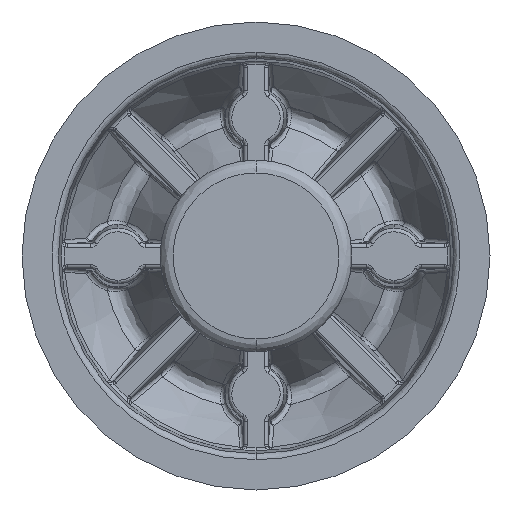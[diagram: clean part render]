
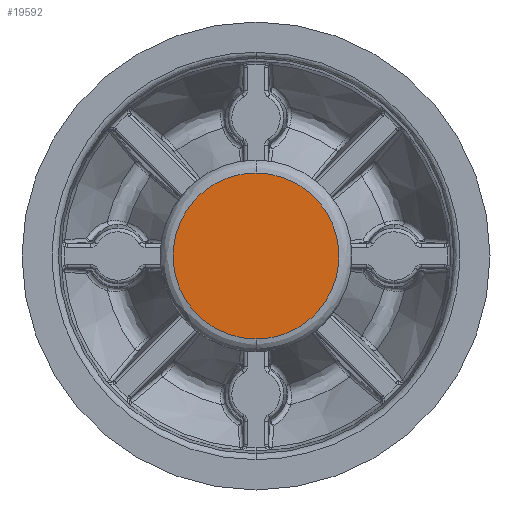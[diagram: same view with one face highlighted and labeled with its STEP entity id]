
A CAD part, front view. The second image highlights one B-rep face of the part: STEP entity #19592.
In plain terms, the highlighted planar face has unit normal (0, -1, 0).
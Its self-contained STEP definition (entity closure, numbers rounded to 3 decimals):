
#137 =( BOUNDED_CURVE ( )  B_SPLINE_CURVE ( 3, ( #17568, #15745, #10374, #23091 ),
 .UNSPECIFIED., .F., .F. ) 
 B_SPLINE_CURVE_WITH_KNOTS ( ( 4, 4 ),
 ( 0., 1. ),
 .UNSPECIFIED. ) 
 CURVE ( )  GEOMETRIC_REPRESENTATION_ITEM ( )  RATIONAL_B_SPLINE_CURVE ( ( 1., 0.333, 0.333, 1. ) ) 
 REPRESENTATION_ITEM ( '' )  );
#289 = DIRECTION ( 'NONE',  ( 0., 0., -1. ) ) ;
#426 = EDGE_CURVE ( 'NONE', #7290, #11870, #18540, .T. ) ;
#966 = CARTESIAN_POINT ( 'NONE',  ( 13.828, 0., 6.914 ) ) ;
#1473 = AXIS2_PLACEMENT_3D ( 'NONE', #21962, #11069, #289 ) ;
#2753 = CARTESIAN_POINT ( 'NONE',  ( 0., 0., -6.914 ) ) ;
#6202 = ORIENTED_EDGE ( 'NONE', *, *, #426, .F. ) ;
#6526 = EDGE_CURVE ( 'NONE', #11870, #7290, #137, .T. ) ;
#7290 = VERTEX_POINT ( 'NONE', #7799 ) ;
#7799 = CARTESIAN_POINT ( 'NONE',  ( 0., 0., 6.914 ) ) ;
#8113 = CARTESIAN_POINT ( 'NONE',  ( 0., 0., 6.914 ) ) ;
#8840 = FACE_OUTER_BOUND ( 'NONE', #13026, .T. ) ;
#10374 = CARTESIAN_POINT ( 'NONE',  ( -13.828, 0., 6.914 ) ) ;
#11069 = DIRECTION ( 'NONE',  ( 0., -1., 0. ) ) ;
#11870 = VERTEX_POINT ( 'NONE', #14078 ) ;
#13026 = EDGE_LOOP ( 'NONE', ( #6202, #21320 ) ) ;
#13568 = CARTESIAN_POINT ( 'NONE',  ( 13.828, 0., -6.914 ) ) ;
#14078 = CARTESIAN_POINT ( 'NONE',  ( 0., 0., -6.914 ) ) ;
#15745 = CARTESIAN_POINT ( 'NONE',  ( -13.828, 0., -6.914 ) ) ;
#17568 = CARTESIAN_POINT ( 'NONE',  ( 0., 0., -6.914 ) ) ;
#18211 = PLANE ( 'NONE',  #1473 ) ;
#18540 =( BOUNDED_CURVE ( )  B_SPLINE_CURVE ( 3, ( #8113, #966, #13568, #2753 ),
 .UNSPECIFIED., .F., .T. ) 
 B_SPLINE_CURVE_WITH_KNOTS ( ( 4, 4 ),
 ( 0., 1. ),
 .UNSPECIFIED. ) 
 CURVE ( )  GEOMETRIC_REPRESENTATION_ITEM ( )  RATIONAL_B_SPLINE_CURVE ( ( 1., 0.333, 0.333, 1. ) ) 
 REPRESENTATION_ITEM ( '' )  );
#19592 = ADVANCED_FACE ( 'NONE', ( #8840 ), #18211, .T. ) ;
#21320 = ORIENTED_EDGE ( 'NONE', *, *, #6526, .F. ) ;
#21962 = CARTESIAN_POINT ( 'NONE',  ( 0., 0., 0. ) ) ;
#23091 = CARTESIAN_POINT ( 'NONE',  ( 0., 0., 6.914 ) ) ;
